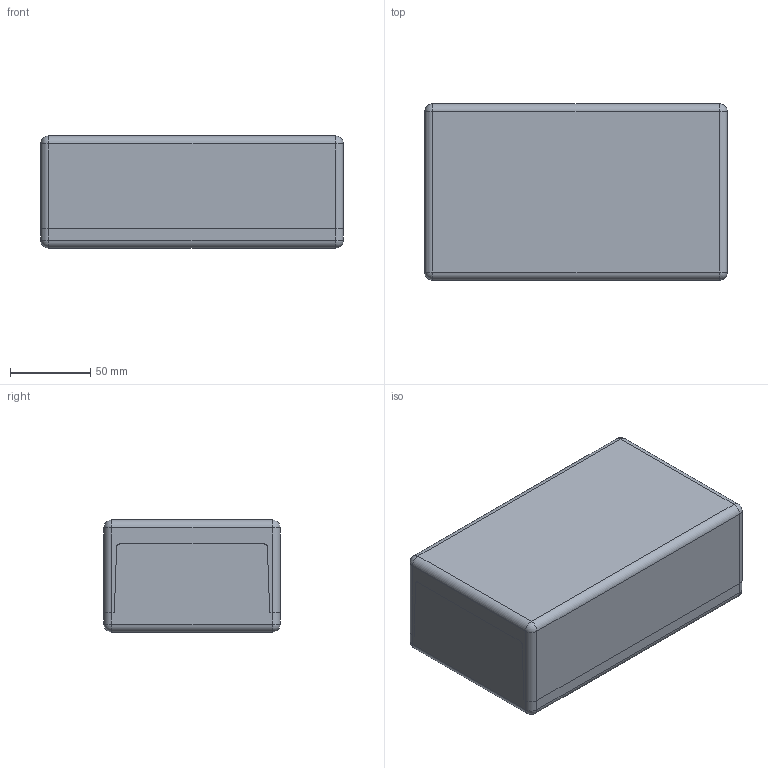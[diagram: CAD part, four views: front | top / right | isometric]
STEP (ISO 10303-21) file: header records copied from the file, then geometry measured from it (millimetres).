
FILE_DESCRIPTION(/* description */ (''),/* implementation_level */ '2;1');
FILE_NAME(/* name */ '0501101100-MBPO_181170.stp',/* time_stamp */ '2016-01-29T11:44:35+01:00',/* author */ ('Robin.Rentz'),/* organization */ (''),/* preprocessor_version */ 'ST-DEVELOPER v15.6',/* originating_system */ 'Autodesk Inventor 2015',/* authorisation */ '');
FILE_SCHEMA (('AUTOMOTIVE_DESIGN { 1 0 10303 214 3 1 1 }'));
Length unit declared in the file: millimetre
Products named in the file (3): 0501101102-UT_181160-70-10-12; 0501101101-OT_181170; 0501101100-MBPO_181170
Bounding box: 189 x 110 x 70 mm (x, y, z)
Volume: 245070.9 mm3; surface area: 175583.7 mm2
Topology: 2 solids, 2 shells, 358 faces, 860 edges, 528 vertices
Faces by surface type: plane 226, cylinder 92, cone 32, sphere 8
Full cylindrical faces by diameter (mm): 2.4 x4, 4.5 x8, 5 x4, 7 x4, 7.5 x4, 10 x8
Entity records: 10056 total; most frequent: DIRECTION 1782, CARTESIAN_POINT 1711, ORIENTED_EDGE 1624, EDGE_CURVE 812, AXIS2_PLACEMENT_3D 615, LINE 552, VECTOR 552, VERTEX_POINT 520
